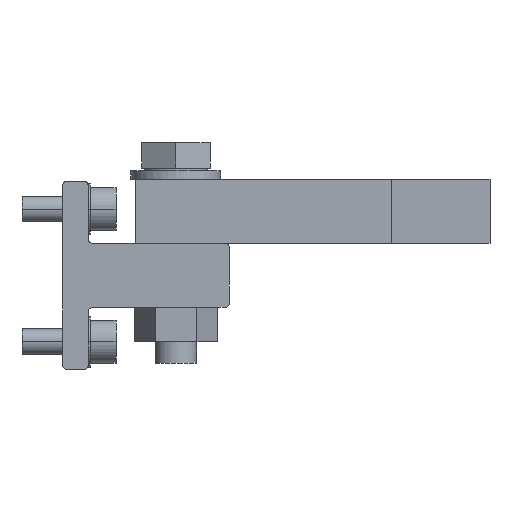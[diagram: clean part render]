
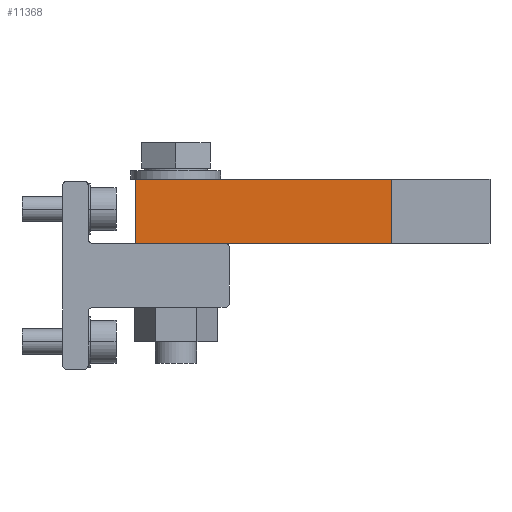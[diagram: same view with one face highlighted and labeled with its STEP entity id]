
A CAD part, left-side view. The second image highlights one B-rep face of the part: STEP entity #11368.
In plain terms, the highlighted planar face has unit normal (-1, 0, 0).
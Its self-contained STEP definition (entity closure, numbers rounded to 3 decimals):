
#11341=AXIS2_PLACEMENT_3D('Plane Axis2P3D',#11338,#11339,#11340) ;
#11303=CARTESIAN_POINT('Line Origine',(-130.999,-169.,249.)) ;
#11307=CARTESIAN_POINT('Vertex',(-130.999,-169.,241.5)) ;
#11309=CARTESIAN_POINT('Vertex',(-130.999,-169.,256.5)) ;
#11338=CARTESIAN_POINT('Axis2P3D Location',(-130.999,-169.,241.5)) ;
#11343=CARTESIAN_POINT('Line Origine',(-130.999,-109.,249.)) ;
#11347=CARTESIAN_POINT('Vertex',(-130.999,-109.,241.5)) ;
#11349=CARTESIAN_POINT('Vertex',(-130.999,-109.,256.5)) ;
#11352=CARTESIAN_POINT('Line Origine',(-130.999,-139.,241.5)) ;
#11357=CARTESIAN_POINT('Line Origine',(-130.999,-139.,256.5)) ;
#11304=DIRECTION('Vector Direction',(0.,0.,1.)) ;
#11339=DIRECTION('Axis2P3D Direction',(1.,0.,0.)) ;
#11340=DIRECTION('Axis2P3D XDirection',(0.,1.,0.)) ;
#11344=DIRECTION('Vector Direction',(0.,0.,1.)) ;
#11353=DIRECTION('Vector Direction',(0.,1.,0.)) ;
#11358=DIRECTION('Vector Direction',(0.,1.,0.)) ;
#11305=VECTOR('Line Direction',#11304,1.) ;
#11345=VECTOR('Line Direction',#11344,1.) ;
#11354=VECTOR('Line Direction',#11353,1.) ;
#11359=VECTOR('Line Direction',#11358,1.) ;
#11363=ORIENTED_EDGE('',*,*,#11351,.F.) ;
#11364=ORIENTED_EDGE('',*,*,#11356,.T.) ;
#11365=ORIENTED_EDGE('',*,*,#11311,.T.) ;
#11366=ORIENTED_EDGE('',*,*,#11361,.F.) ;
#11368=ADVANCED_FACE('RA3696001_1PA_001_00_TERMINALE_MULTIFORO',(#11367),#11342,.F.) ;
#11311=EDGE_CURVE('',#11308,#11310,#11306,.T.) ;
#11351=EDGE_CURVE('',#11348,#11350,#11346,.T.) ;
#11356=EDGE_CURVE('',#11348,#11308,#11355,.F.) ;
#11361=EDGE_CURVE('',#11350,#11310,#11360,.F.) ;
#11362=EDGE_LOOP('',(#11363,#11364,#11365,#11366)) ;
#11367=FACE_OUTER_BOUND('',#11362,.T.) ;
#11306=LINE('Line',#11303,#11305) ;
#11346=LINE('Line',#11343,#11345) ;
#11355=LINE('Line',#11352,#11354) ;
#11360=LINE('Line',#11357,#11359) ;
#11342=PLANE('',#11341) ;
#11308=VERTEX_POINT('',#11307) ;
#11310=VERTEX_POINT('',#11309) ;
#11348=VERTEX_POINT('',#11347) ;
#11350=VERTEX_POINT('',#11349) ;
